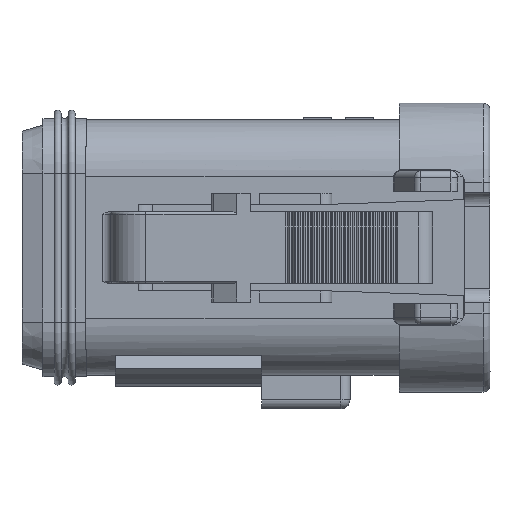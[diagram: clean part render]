
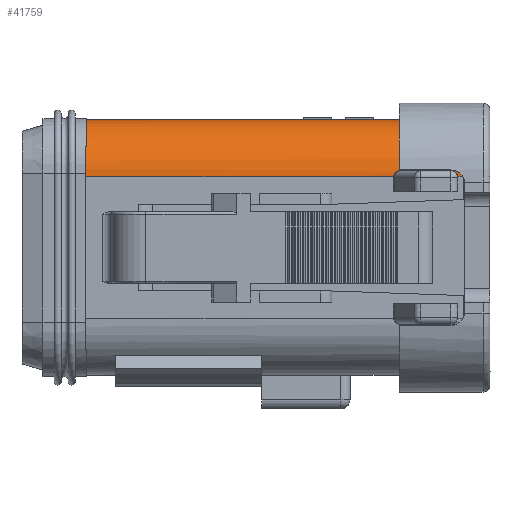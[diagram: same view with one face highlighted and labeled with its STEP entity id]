
A CAD part, left-side view. The second image highlights one B-rep face of the part: STEP entity #41759.
In plain terms, the highlighted cylindrical face has radius 4.05 mm (diameter 8.1 mm), a partial arc.
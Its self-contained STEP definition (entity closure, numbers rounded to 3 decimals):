
#8117=DIRECTION('',(0.,1.,0.));
#8118=VECTOR('',#8117,22.35);
#8119=CARTESIAN_POINT('',(-11.825,4.7,9.125));
#8120=LINE('',#8119,#8118);
#10909=DIRECTION('',(0.,1.,0.));
#10910=VECTOR('',#10909,4.5);
#10911=CARTESIAN_POINT('',(-11.825,0.2,9.125));
#10912=LINE('',#10911,#10910);
#10913=CARTESIAN_POINT('',(-11.825,0.2,9.125));
#10914=CARTESIAN_POINT('',(-12.077,0.191,9.125));
#10915=CARTESIAN_POINT('',(-12.582,0.174,
9.078));
#10916=CARTESIAN_POINT('',(-13.316,0.148,
8.866));
#10917=CARTESIAN_POINT('',(-14.006,0.123,
8.517));
#10918=CARTESIAN_POINT('',(-14.419,0.108,
8.197));
#10919=CARTESIAN_POINT('',(-14.609,0.1,8.017));
#10921=CARTESIAN_POINT('',(-11.825,0.1,5.075));
#10922=DIRECTION('',(0.,-1.,0.));
#10923=DIRECTION('',(-0.687,0.,0.726));
#10924=AXIS2_PLACEMENT_3D('',#10921,#10922,#10923);
#10926=DIRECTION('',(0.,1.,0.));
#10927=VECTOR('',#10926,0.406);
#10928=CARTESIAN_POINT('',(-15.875,0.1,5.075));
#10929=LINE('',#10928,#10927);
#10930=DIRECTION('',(0.,1.,0.));
#10931=VECTOR('',#10930,3.6);
#10932=CARTESIAN_POINT('',(-15.853,1.,5.5));
#10933=LINE('',#10932,#10931);
#10934=DIRECTION('',(0.,1.,0.));
#10935=VECTOR('',#10934,22.006);
#10936=CARTESIAN_POINT('',(-15.875,5.094,5.075));
#10937=LINE('',#10936,#10935);
#10938=DIRECTION('',(0.,1.,0.));
#10939=VECTOR('',#10938,0.05);
#10940=CARTESIAN_POINT('',(-15.237,27.05,7.257));
#10941=LINE('',#10940,#10939);
#10942=CARTESIAN_POINT('',(-11.825,27.05,5.075));
#10943=DIRECTION('',(0.,1.,0.));
#10944=DIRECTION('',(-0.843,0.,0.539));
#10945=AXIS2_PLACEMENT_3D('',#10942,#10943,#10944);
#13564=CARTESIAN_POINT('',(-15.853,1.,5.5));
#13565=CARTESIAN_POINT('',(-15.853,0.953,5.5));
#13566=CARTESIAN_POINT('',(-15.854,0.858,
5.487));
#13567=CARTESIAN_POINT('',(-15.86,0.725,
5.426));
#13568=CARTESIAN_POINT('',(-15.867,0.618,
5.332));
#13569=CARTESIAN_POINT('',(-15.873,0.54,
5.212));
#13570=CARTESIAN_POINT('',(-15.875,0.513,5.121));
#13571=CARTESIAN_POINT('',(-15.875,0.506,5.075));
#13626=CARTESIAN_POINT('',(-15.875,5.094,5.075));
#13627=CARTESIAN_POINT('',(-15.875,5.087,5.122));
#13628=CARTESIAN_POINT('',(-15.873,5.06,
5.213));
#13629=CARTESIAN_POINT('',(-15.867,4.982,
5.332));
#13630=CARTESIAN_POINT('',(-15.86,4.875,
5.426));
#13631=CARTESIAN_POINT('',(-15.854,4.742,
5.487));
#13632=CARTESIAN_POINT('',(-15.853,4.647,5.5));
#13633=CARTESIAN_POINT('',(-15.853,4.6,5.5));
#13742=CARTESIAN_POINT('',(-11.825,27.1,5.075));
#13743=DIRECTION('',(0.,1.,0.));
#13744=DIRECTION('',(-1.,0.,0.));
#13745=AXIS2_PLACEMENT_3D('',#13742,#13743,#13744);
#21600=CARTESIAN_POINT('',(-15.875,27.1,5.075));
#21602=VERTEX_POINT('',#21600);
#21851=CARTESIAN_POINT('',(-15.875,0.506,5.075));
#21853=VERTEX_POINT('',#21851);
#21858=CARTESIAN_POINT('',(-15.853,1.,5.5));
#21860=VERTEX_POINT('',#21858);
#21877=CARTESIAN_POINT('',(-15.875,5.094,5.075));
#21878=VERTEX_POINT('',#21877);
#21879=CARTESIAN_POINT('',(-15.853,4.6,5.5));
#21880=VERTEX_POINT('',#21879);
#22065=CARTESIAN_POINT('',(-15.875,0.1,5.075));
#22066=VERTEX_POINT('',#22065);
#25273=CARTESIAN_POINT('',(-15.237,27.1,7.257));
#25275=VERTEX_POINT('',#25273);
#25285=CARTESIAN_POINT('',(-15.237,27.05,7.257));
#25286=CARTESIAN_POINT('',(-11.825,27.05,9.125));
#25287=VERTEX_POINT('',#25285);
#25288=VERTEX_POINT('',#25286);
#28011=CARTESIAN_POINT('',(-11.825,0.2,9.125));
#28012=CARTESIAN_POINT('',(-11.825,4.7,9.125));
#28013=VERTEX_POINT('',#28011);
#28014=VERTEX_POINT('',#28012);
#28015=VERTEX_POINT('',#10919);
#41729=CARTESIAN_POINT('',(-11.825,0.,5.075));
#41730=DIRECTION('',(0.,1.,0.));
#41731=DIRECTION('',(1.,0.,0.));
#41732=AXIS2_PLACEMENT_3D('',#41729,#41730,#41731);
#41733=CYLINDRICAL_SURFACE('',#41732,4.05);
#41735=ORIENTED_EDGE('',*,*,#41734,.F.);
#41737=ORIENTED_EDGE('',*,*,#41736,.T.);
#41739=ORIENTED_EDGE('',*,*,#41738,.T.);
#41741=ORIENTED_EDGE('',*,*,#41740,.T.);
#41743=ORIENTED_EDGE('',*,*,#41742,.F.);
#41745=ORIENTED_EDGE('',*,*,#41744,.T.);
#41747=ORIENTED_EDGE('',*,*,#41746,.F.);
#41749=ORIENTED_EDGE('',*,*,#41748,.T.);
#41751=ORIENTED_EDGE('',*,*,#41750,.T.);
#41753=ORIENTED_EDGE('',*,*,#41752,.F.);
#41755=ORIENTED_EDGE('',*,*,#41754,.T.);
#41756=ORIENTED_EDGE('',*,*,#35780,.F.);
#41757=EDGE_LOOP('',(#41735,#41737,#41739,#41741,#41743,#41745,#41747,#41749,
#41751,#41753,#41755,#41756));
#41758=FACE_OUTER_BOUND('',#41757,.F.);
#41759=ADVANCED_FACE('',(#41758),#41733,.T.);
#10920=B_SPLINE_CURVE_WITH_KNOTS('',3,(#10913,#10914,#10915,#10916,#10917,
#10918,#10919),.UNSPECIFIED.,.F.,.F.,(4,1,1,1,4),(0.,0.25,0.5,0.75,
1.),.UNSPECIFIED.);
#10925=CIRCLE('',#10924,4.05);
#10946=CIRCLE('',#10945,4.05);
#13572=B_SPLINE_CURVE_WITH_KNOTS('',3,(#13564,#13565,#13566,#13567,#13568,
#13569,#13570,#13571),.UNSPECIFIED.,.F.,.F.,(4,1,1,1,1,4),(0.,0.2,0.4,
0.6,0.8,1.),.UNSPECIFIED.);
#13634=B_SPLINE_CURVE_WITH_KNOTS('',3,(#13626,#13627,#13628,#13629,#13630,
#13631,#13632,#13633),.UNSPECIFIED.,.F.,.F.,(4,1,1,1,1,4),(0.,0.2,0.4,
0.6,0.8,1.),.UNSPECIFIED.);
#13746=CIRCLE('',#13745,4.05);
#35780=EDGE_CURVE('',#28014,#25288,#8120,.T.);
#41734=EDGE_CURVE('',#28013,#28014,#10912,.T.);
#41736=EDGE_CURVE('',#28013,#28015,#10920,.T.);
#41738=EDGE_CURVE('',#28015,#22066,#10925,.T.);
#41740=EDGE_CURVE('',#22066,#21853,#10929,.T.);
#41742=EDGE_CURVE('',#21860,#21853,#13572,.T.);
#41744=EDGE_CURVE('',#21860,#21880,#10933,.T.);
#41746=EDGE_CURVE('',#21878,#21880,#13634,.T.);
#41748=EDGE_CURVE('',#21878,#21602,#10937,.T.);
#41750=EDGE_CURVE('',#21602,#25275,#13746,.T.);
#41752=EDGE_CURVE('',#25287,#25275,#10941,.T.);
#41754=EDGE_CURVE('',#25287,#25288,#10946,.T.);
